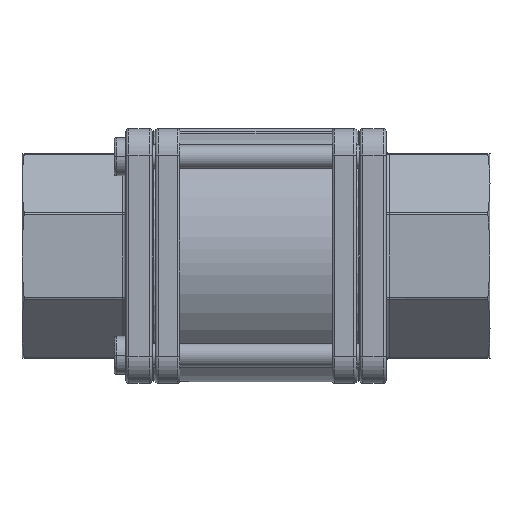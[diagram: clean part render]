
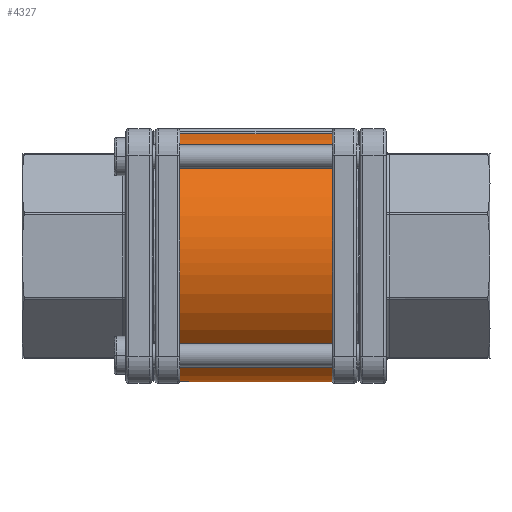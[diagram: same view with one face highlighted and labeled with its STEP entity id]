
A CAD part, front view. The second image highlights one B-rep face of the part: STEP entity #4327.
In plain terms, the highlighted cylindrical face has radius 43 mm (diameter 86 mm), a partial arc.
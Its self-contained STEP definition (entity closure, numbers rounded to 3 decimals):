
#48=DIRECTION('',(1.,0.,0.));
#49=VECTOR('',#48,52.);
#50=CARTESIAN_POINT('',(-26.,-9.787,41.871));
#51=LINE('',#50,#49);
#52=CARTESIAN_POINT('',(26.,0.,0.));
#53=DIRECTION('',(1.,0.,0.));
#54=DIRECTION('',(0.,-0.228,0.974));
#55=AXIS2_PLACEMENT_3D('',#52,#53,#54);
#57=CARTESIAN_POINT('',(26.,0.,0.));
#58=DIRECTION('',(1.,0.,0.));
#59=DIRECTION('',(0.,-0.988,-0.152));
#60=AXIS2_PLACEMENT_3D('',#57,#58,#59);
#62=CARTESIAN_POINT('',(26.,-6.538,-42.5));
#63=CARTESIAN_POINT('',(26.,-5.187,-42.708));
#64=CARTESIAN_POINT('',(26.135,-2.403,-43.015));
#65=CARTESIAN_POINT('',(26.135,2.403,-43.015));
#66=CARTESIAN_POINT('',(26.,5.187,-42.708));
#67=CARTESIAN_POINT('',(26.,6.538,-42.5));
#69=CARTESIAN_POINT('',(26.,0.,0.));
#70=DIRECTION('',(1.,0.,0.));
#71=DIRECTION('',(0.,0.152,-0.988));
#72=AXIS2_PLACEMENT_3D('',#69,#70,#71);
#74=DIRECTION('',(1.,0.,0.));
#75=VECTOR('',#74,10.);
#76=CARTESIAN_POINT('',(16.,42.048,-9.));
#77=LINE('',#76,#75);
#78=CARTESIAN_POINT('',(16.,0.,0.));
#79=DIRECTION('',(1.,0.,0.));
#80=DIRECTION('',(0.,0.937,-0.349));
#81=AXIS2_PLACEMENT_3D('',#78,#79,#80);
#83=DIRECTION('',(1.,0.,0.));
#84=VECTOR('',#83,30.);
#85=CARTESIAN_POINT('',(-15.,39.912,-16.));
#86=LINE('',#85,#84);
#87=CARTESIAN_POINT('',(-16.,0.,0.));
#88=DIRECTION('',(1.,0.,0.));
#89=DIRECTION('',(0.,0.937,-0.349));
#90=AXIS2_PLACEMENT_3D('',#87,#88,#89);
#92=CARTESIAN_POINT('',(-17.,42.048,-9.));
#93=CARTESIAN_POINT('',(-16.913,42.048,-9.));
#94=CARTESIAN_POINT('',(-16.744,42.043,-9.022));
#95=CARTESIAN_POINT('',(-16.495,42.021,-9.123));
#96=CARTESIAN_POINT('',(-16.289,41.986,-9.282));
#97=CARTESIAN_POINT('',(-16.127,41.94,-9.488));
#98=CARTESIAN_POINT('',(-16.023,41.883,-9.738));
#99=CARTESIAN_POINT('',(-16.,41.842,-9.911));
#100=CARTESIAN_POINT('',(-16.,41.821,-10.));
#102=DIRECTION('',(1.,0.,0.));
#103=VECTOR('',#102,9.);
#104=CARTESIAN_POINT('',(-26.,42.048,-9.));
#105=LINE('',#104,#103);
#106=CARTESIAN_POINT('',(-26.,0.,0.));
#107=DIRECTION('',(1.,0.,0.));
#108=DIRECTION('',(0.,0.152,-0.988));
#109=AXIS2_PLACEMENT_3D('',#106,#107,#108);
#111=CARTESIAN_POINT('',(-26.,6.538,-42.5));
#112=CARTESIAN_POINT('',(-26.,5.187,-42.708));
#113=CARTESIAN_POINT('',(-26.135,2.403,-43.015));
#114=CARTESIAN_POINT('',(-26.135,-2.403,
-43.015));
#115=CARTESIAN_POINT('',(-26.,-5.187,-42.708));
#116=CARTESIAN_POINT('',(-26.,-6.538,-42.5));
#118=CARTESIAN_POINT('',(-26.,0.,0.));
#119=DIRECTION('',(1.,0.,0.));
#120=DIRECTION('',(0.,-0.988,-0.152));
#121=AXIS2_PLACEMENT_3D('',#118,#119,#120);
#123=CARTESIAN_POINT('',(-26.,0.,0.));
#124=DIRECTION('',(1.,0.,0.));
#125=DIRECTION('',(0.,-0.228,0.974));
#126=AXIS2_PLACEMENT_3D('',#123,#124,#125);
#937=CARTESIAN_POINT('',(-16.,40.299,-15.));
#938=CARTESIAN_POINT('',(-16.,40.266,-15.09));
#939=CARTESIAN_POINT('',(-15.976,40.199,-15.267));
#940=CARTESIAN_POINT('',(-15.869,40.103,-15.518));
#941=CARTESIAN_POINT('',(-15.707,40.023,-15.723));
#942=CARTESIAN_POINT('',(-15.498,39.96,-15.88));
#943=CARTESIAN_POINT('',(-15.251,39.921,-15.98));
#944=CARTESIAN_POINT('',(-15.083,39.912,-16.));
#945=CARTESIAN_POINT('',(-15.,39.912,-16.));
#1031=CARTESIAN_POINT('',(15.,39.912,-16.));
#1032=CARTESIAN_POINT('',(15.083,39.912,-16.));
#1033=CARTESIAN_POINT('',(15.251,39.921,-15.98));
#1034=CARTESIAN_POINT('',(15.498,39.96,-15.88));
#1035=CARTESIAN_POINT('',(15.707,40.023,-15.723));
#1036=CARTESIAN_POINT('',(15.869,40.103,-15.518));
#1037=CARTESIAN_POINT('',(15.976,40.199,-15.267));
#1038=CARTESIAN_POINT('',(16.,40.266,-15.09));
#1039=CARTESIAN_POINT('',(16.,40.299,-15.));
#2527=CARTESIAN_POINT('',(-26.,-42.5,6.538));
#2528=CARTESIAN_POINT('',(-26.,-42.709,5.181));
#2529=CARTESIAN_POINT('',(-26.135,-43.015,
2.407));
#2530=CARTESIAN_POINT('',(-26.135,-43.015,
-2.406));
#2531=CARTESIAN_POINT('',(-26.,-42.709,-5.181));
#2532=CARTESIAN_POINT('',(-26.,-42.5,-6.538));
#3030=CARTESIAN_POINT('',(26.,-42.5,-6.538));
#3031=CARTESIAN_POINT('',(26.,-42.709,-5.181));
#3032=CARTESIAN_POINT('',(26.135,-43.015,
-2.407));
#3033=CARTESIAN_POINT('',(26.135,-43.015,2.406));
#3034=CARTESIAN_POINT('',(26.,-42.709,5.181));
#3035=CARTESIAN_POINT('',(26.,-42.5,6.538));
#3630=CARTESIAN_POINT('',(26.,6.538,-42.5));
#3631=VERTEX_POINT('',#3630);
#3640=CARTESIAN_POINT('',(26.,-42.5,6.538));
#3642=VERTEX_POINT('',#3640);
#3674=CARTESIAN_POINT('',(-26.,-42.5,-6.538));
#3676=VERTEX_POINT('',#3674);
#3684=CARTESIAN_POINT('',(-26.,6.538,-42.5));
#3686=VERTEX_POINT('',#3684);
#3727=CARTESIAN_POINT('',(-26.,42.048,-9.));
#3729=VERTEX_POINT('',#3727);
#3751=CARTESIAN_POINT('',(26.,42.048,-9.));
#3753=VERTEX_POINT('',#3751);
#3775=CARTESIAN_POINT('',(16.,42.048,-9.));
#3777=VERTEX_POINT('',#3775);
#3794=CARTESIAN_POINT('',(16.,40.299,-15.));
#3796=VERTEX_POINT('',#3794);
#3798=CARTESIAN_POINT('',(15.,39.912,-16.));
#3800=VERTEX_POINT('',#3798);
#3803=CARTESIAN_POINT('',(-15.,39.912,-16.));
#3805=VERTEX_POINT('',#3803);
#3807=CARTESIAN_POINT('',(-16.,40.299,-15.));
#3809=VERTEX_POINT('',#3807);
#3840=CARTESIAN_POINT('',(-17.,42.048,-9.));
#3841=VERTEX_POINT('',#3840);
#3842=CARTESIAN_POINT('',(-16.,41.821,-10.));
#3843=VERTEX_POINT('',#3842);
#3849=CARTESIAN_POINT('',(-26.,-9.787,41.871));
#3851=VERTEX_POINT('',#3849);
#3857=CARTESIAN_POINT('',(26.,-9.787,41.871));
#3859=VERTEX_POINT('',#3857);
#4220=CARTESIAN_POINT('',(26.,-6.538,-42.5));
#4221=VERTEX_POINT('',#4220);
#4222=CARTESIAN_POINT('',(26.,-42.5,-6.538));
#4223=VERTEX_POINT('',#4222);
#4224=CARTESIAN_POINT('',(-26.,-42.5,6.538));
#4225=VERTEX_POINT('',#4224);
#4226=CARTESIAN_POINT('',(-26.,-6.538,-42.5));
#4227=VERTEX_POINT('',#4226);
#4282=CARTESIAN_POINT('',(-26.,0.,0.));
#4283=DIRECTION('',(1.,0.,0.));
#4284=DIRECTION('',(0.,0.,1.));
#4285=AXIS2_PLACEMENT_3D('',#4282,#4283,#4284);
#4286=CYLINDRICAL_SURFACE('',#4285,43.);
#4288=ORIENTED_EDGE('',*,*,#4287,.T.);
#4290=ORIENTED_EDGE('',*,*,#4289,.T.);
#4292=ORIENTED_EDGE('',*,*,#4291,.F.);
#4294=ORIENTED_EDGE('',*,*,#4293,.T.);
#4296=ORIENTED_EDGE('',*,*,#4295,.T.);
#4298=ORIENTED_EDGE('',*,*,#4297,.T.);
#4300=ORIENTED_EDGE('',*,*,#4299,.F.);
#4302=ORIENTED_EDGE('',*,*,#4301,.F.);
#4304=ORIENTED_EDGE('',*,*,#4303,.F.);
#4306=ORIENTED_EDGE('',*,*,#4305,.F.);
#4308=ORIENTED_EDGE('',*,*,#4307,.F.);
#4310=ORIENTED_EDGE('',*,*,#4309,.T.);
#4312=ORIENTED_EDGE('',*,*,#4311,.F.);
#4314=ORIENTED_EDGE('',*,*,#4313,.F.);
#4316=ORIENTED_EDGE('',*,*,#4315,.F.);
#4318=ORIENTED_EDGE('',*,*,#4317,.T.);
#4320=ORIENTED_EDGE('',*,*,#4319,.F.);
#4322=ORIENTED_EDGE('',*,*,#4321,.F.);
#4324=ORIENTED_EDGE('',*,*,#4323,.F.);
#4325=EDGE_LOOP('',(#4288,#4290,#4292,#4294,#4296,#4298,#4300,#4302,#4304,#4306,
#4308,#4310,#4312,#4314,#4316,#4318,#4320,#4322,#4324));
#4326=FACE_OUTER_BOUND('',#4325,.F.);
#4327=ADVANCED_FACE('',(#4326),#4286,.T.);
#56=CIRCLE('',#55,43.);
#61=CIRCLE('',#60,43.);
#68=B_SPLINE_CURVE_WITH_KNOTS('',3,(#62,#63,#64,#65,#66,#67),.UNSPECIFIED.,.F.,
.F.,(4,1,1,4),(0.,0.333,0.667,1.),.UNSPECIFIED.);
#73=CIRCLE('',#72,43.);
#82=CIRCLE('',#81,43.);
#91=CIRCLE('',#90,43.);
#101=B_SPLINE_CURVE_WITH_KNOTS('',3,(#92,#93,#94,#95,#96,#97,#98,#99,#100),
.UNSPECIFIED.,.F.,.F.,(4,1,1,1,1,1,4),(0.,0.167,0.333,
0.5,0.667,0.833,1.),.UNSPECIFIED.);
#110=CIRCLE('',#109,43.);
#117=B_SPLINE_CURVE_WITH_KNOTS('',3,(#111,#112,#113,#114,#115,#116),
.UNSPECIFIED.,.F.,.F.,(4,1,1,4),(0.,0.333,0.667,1.),
.UNSPECIFIED.);
#122=CIRCLE('',#121,43.);
#127=CIRCLE('',#126,43.);
#946=B_SPLINE_CURVE_WITH_KNOTS('',3,(#937,#938,#939,#940,#941,#942,#943,#944,
#945),.UNSPECIFIED.,.F.,.F.,(4,1,1,1,1,1,4),(0.,0.167,
0.333,0.5,0.667,0.833,1.),
.UNSPECIFIED.);
#1040=B_SPLINE_CURVE_WITH_KNOTS('',3,(#1031,#1032,#1033,#1034,#1035,#1036,#1037,
#1038,#1039),.UNSPECIFIED.,.F.,.F.,(4,1,1,1,1,1,4),(0.,0.167,
0.333,0.5,0.667,0.833,1.),
.UNSPECIFIED.);
#2533=B_SPLINE_CURVE_WITH_KNOTS('',3,(#2527,#2528,#2529,#2530,#2531,#2532),
.UNSPECIFIED.,.F.,.F.,(4,1,1,4),(0.,0.333,0.667,1.),
.UNSPECIFIED.);
#3036=B_SPLINE_CURVE_WITH_KNOTS('',3,(#3030,#3031,#3032,#3033,#3034,#3035),
.UNSPECIFIED.,.F.,.F.,(4,1,1,4),(0.,0.333,0.667,1.),
.UNSPECIFIED.);
#4287=EDGE_CURVE('',#3851,#3859,#51,.T.);
#4289=EDGE_CURVE('',#3859,#3642,#56,.T.);
#4291=EDGE_CURVE('',#4223,#3642,#3036,.T.);
#4293=EDGE_CURVE('',#4223,#4221,#61,.T.);
#4295=EDGE_CURVE('',#4221,#3631,#68,.T.);
#4297=EDGE_CURVE('',#3631,#3753,#73,.T.);
#4299=EDGE_CURVE('',#3777,#3753,#77,.T.);
#4301=EDGE_CURVE('',#3796,#3777,#82,.T.);
#4303=EDGE_CURVE('',#3800,#3796,#1040,.T.);
#4305=EDGE_CURVE('',#3805,#3800,#86,.T.);
#4307=EDGE_CURVE('',#3809,#3805,#946,.T.);
#4309=EDGE_CURVE('',#3809,#3843,#91,.T.);
#4311=EDGE_CURVE('',#3841,#3843,#101,.T.);
#4313=EDGE_CURVE('',#3729,#3841,#105,.T.);
#4315=EDGE_CURVE('',#3686,#3729,#110,.T.);
#4317=EDGE_CURVE('',#3686,#4227,#117,.T.);
#4319=EDGE_CURVE('',#3676,#4227,#122,.T.);
#4321=EDGE_CURVE('',#4225,#3676,#2533,.T.);
#4323=EDGE_CURVE('',#3851,#4225,#127,.T.);
